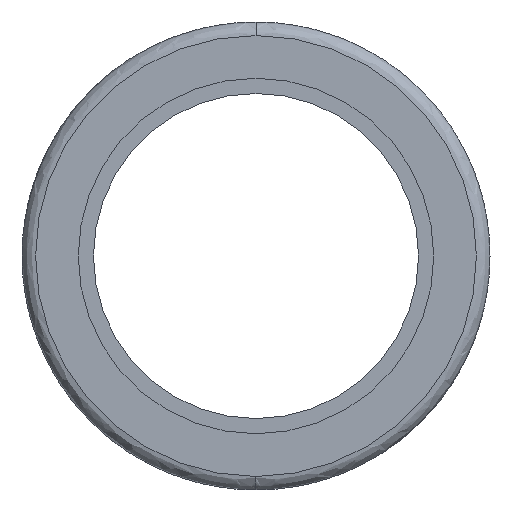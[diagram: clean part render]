
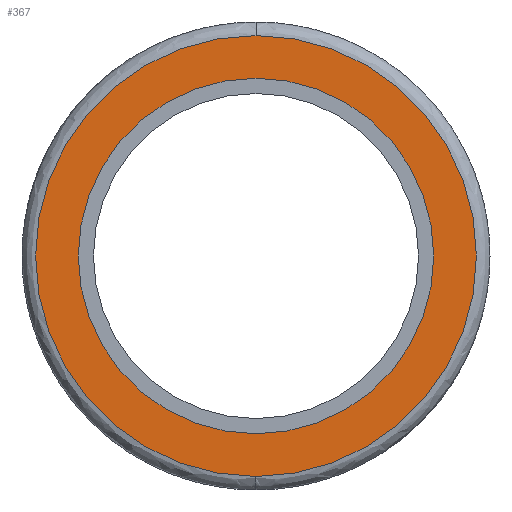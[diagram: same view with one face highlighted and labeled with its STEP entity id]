
A CAD part, left-side view. The second image highlights one B-rep face of the part: STEP entity #367.
In plain terms, the highlighted planar face has unit normal (-1, 0, 0).
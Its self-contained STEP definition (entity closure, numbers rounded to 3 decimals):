
#367=ADVANCED_FACE('',(#2656,#2657),#2655,.T.);
#2655=PLANE('',#7108);
#2656=FACE_OUTER_BOUND('',#7109,.T.);
#2657=FACE_BOUND('',#7110,.T.);
#7105=CARTESIAN_POINT('',(-35.,-22.551,-24.955));
#7106=DIRECTION('',(-1.,0.,0.));
#7107=DIRECTION('',(0.,0.,1.));
#7108=AXIS2_PLACEMENT_3D('',#7105,#7106,#7107);
#7109=EDGE_LOOP('',(#8201,#8202));
#7110=EDGE_LOOP('',(#8203,#8204));
#8201=ORIENTED_EDGE('',*,*,#8777,.T.);
#8202=ORIENTED_EDGE('',*,*,#8778,.T.);
#8203=ORIENTED_EDGE('',*,*,#8779,.F.);
#8204=ORIENTED_EDGE('',*,*,#8780,.F.);
#8777=EDGE_CURVE('',#11777,#11778,#11779,.T.);
#8778=EDGE_CURVE('',#11778,#11777,#11785,.T.);
#8779=EDGE_CURVE('',#11791,#11792,#11793,.T.);
#8780=EDGE_CURVE('',#11792,#11791,#11799,.T.);
#11777=VERTEX_POINT('',#14385);
#11778=VERTEX_POINT('',#14386);
#11779=CIRCLE('',#14390,10.85);
#11785=CIRCLE('',#14394,10.85);
#11791=VERTEX_POINT('',#14395);
#11792=VERTEX_POINT('',#14396);
#11793=CIRCLE('',#14400,8.75);
#11799=CIRCLE('',#14404,8.75);
#14385=CARTESIAN_POINT('',(-35.,0.,10.85));
#14386=CARTESIAN_POINT('',(-35.,0.,-10.85));
#14387=CARTESIAN_POINT('',(-35.,0.,0.));
#14388=DIRECTION('',(-1.,0.,0.));
#14389=DIRECTION('',(0.,0.,1.));
#14390=AXIS2_PLACEMENT_3D('',#14387,#14388,#14389);
#14391=CARTESIAN_POINT('',(-35.,0.,0.));
#14392=DIRECTION('',(-1.,0.,0.));
#14393=DIRECTION('',(0.,0.,1.));
#14394=AXIS2_PLACEMENT_3D('',#14391,#14392,#14393);
#14395=CARTESIAN_POINT('',(-35.,0.,-8.75));
#14396=CARTESIAN_POINT('',(-35.,0.,8.75));
#14397=CARTESIAN_POINT('',(-35.,0.,0.));
#14398=DIRECTION('',(-1.,0.,0.));
#14399=DIRECTION('',(0.,0.,1.));
#14400=AXIS2_PLACEMENT_3D('',#14397,#14398,#14399);
#14401=CARTESIAN_POINT('',(-35.,0.,0.));
#14402=DIRECTION('',(-1.,0.,0.));
#14403=DIRECTION('',(0.,0.,1.));
#14404=AXIS2_PLACEMENT_3D('',#14401,#14402,#14403);
